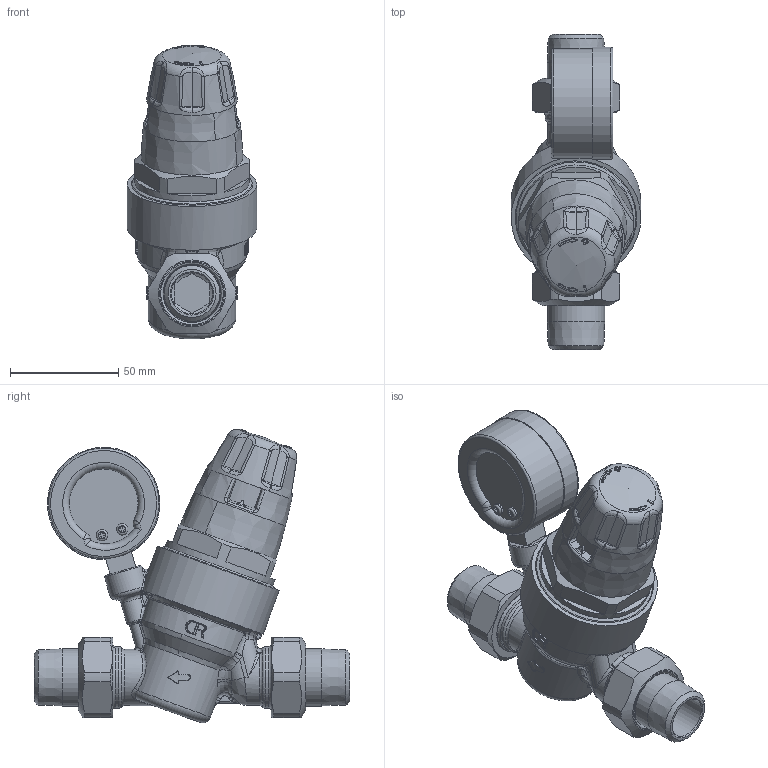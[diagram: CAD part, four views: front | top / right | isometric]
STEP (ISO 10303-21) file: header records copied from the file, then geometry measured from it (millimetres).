
FILE_DESCRIPTION(/* description */ (''),/* implementation_level */ '2;1');
FILE_NAME(/* name */ '535351HA_Simplify_1.stp',/* time_stamp */ '2025-08-18T16:12:50-05:00',/* author */ ('ischreiner'),/* organization */ (''),/* preprocessor_version */ 'ST-DEVELOPER v20',/* originating_system */ 'Autodesk Inventor 2025',/* authorisation */ '');
FILE_SCHEMA (('AUTOMOTIVE_DESIGN { 1 0 10303 214 3 1 1 }'));
Length unit declared in the file: inch
Products named in the file (1): 535351HA_Simplify_1
Bounding box: 59.99 x 146 x 135.88 mm (x, y, z)
Volume: 344016 mm3; surface area: 59265.1 mm2
Topology: 6 solids, 6 shells, 916 faces, 2297 edges, 1398 vertices
Faces by surface type: bspline 332, plane 216, cylinder 201, torus 82, cone 46, sphere 39
Full cylindrical faces by diameter (mm): 1.089 x2, 2.723 x1, 3.81 x1, 5.3 x2, 7.95 x1, 10.16 x1, 18 x1, 19 x2, 26 x1, 26.5 x2, 26.924 x2, 28.5 x2, 30 x2, 30.302 x2, 33.1 x2, 44 x1, 51 x1, 52 x1, 53 x1, 60 x1
Entity records: 50357 total; most frequent: CARTESIAN_POINT 29277, ORIENTED_EDGE 4536, DIRECTION 3780, EDGE_CURVE 2268, AXIS2_PLACEMENT_3D 1624, VERTEX_POINT 1398, EDGE_LOOP 958, STYLED_ITEM 922
